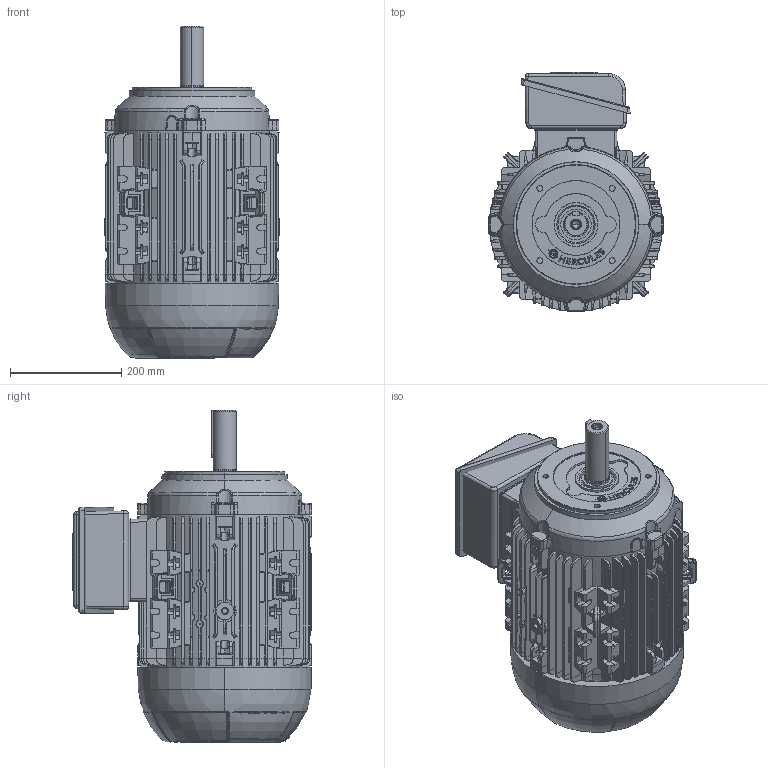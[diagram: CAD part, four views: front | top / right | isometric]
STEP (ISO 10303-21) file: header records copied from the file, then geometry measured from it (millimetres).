
FILE_DESCRIPTION (( 'STEP AP203' ), '1' );
FILE_NAME ('160M_SP_FC_TOP.STEP', '2022-07-23T11:02:18', ( '' ), ( '' ), 'SwSTEP 2.0', 'SolidWorks 2020', '' );
FILE_SCHEMA (( 'CONFIG_CONTROL_DESIGN' ));
Length unit declared in the file: millimetre
Products named in the file (9): 105006203_casca_Usinado; 105006204-205_casca_50.5307.124 (M); 105035276_casca_50.5307.120; 105030278_casca; 105032 DIN6885 AB - ABNT C_10.5032.049; 105033082_�40; 160M_SP_FC_TOP; 105006202_casca_USINADO; Eixo IEC160 2P_casca_50.5342.002
Assembly tree (8 placements, depth 2):
  160M_SP_FC_TOP
    Eixo IEC160 2P_casca_50.5342.002
    105033082_�40
    105030278_casca
    105032 DIN6885 AB - ABNT C_10.5032.049
    105035276_casca_50.5307.120
    105006204-205_casca_50.5307.124 (M)
    105006203_casca_Usinado
    105006202_casca_USINADO
Bounding box: 313.95 x 431.19 x 598 mm (x, y, z)
Volume: 36000097.2 mm3; surface area: 1550948.4 mm2
Topology: 8 solids, 11 shells, 3341 faces, 8916 edges, 5683 vertices
Faces by surface type: plane 1519, cylinder 970, bspline 456, cone 271, torus 118, sphere 7
Entity records: 124870 total; most frequent: CARTESIAN_POINT 47734, ORIENTED_EDGE 17816, DIRECTION 13627, EDGE_CURVE 8908, VERTEX_POINT 5683, VECTOR 4797, LINE 4797, AXIS2_PLACEMENT_3D 4415
